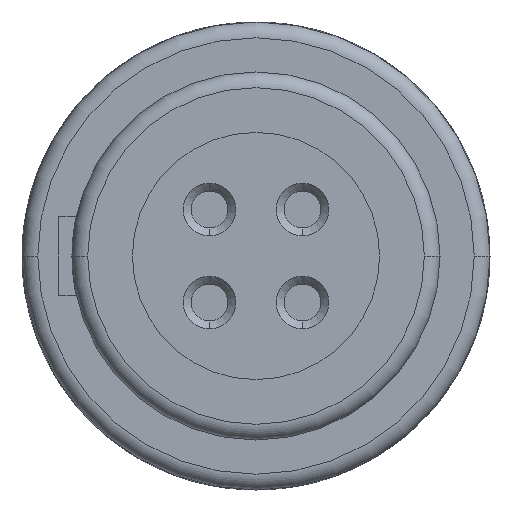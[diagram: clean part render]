
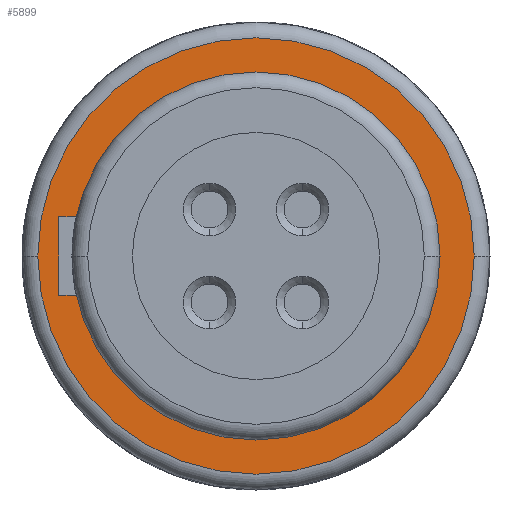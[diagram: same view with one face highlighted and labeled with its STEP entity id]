
A CAD part, left-side view. The second image highlights one B-rep face of the part: STEP entity #5899.
In plain terms, the highlighted planar face has unit normal (-1, 0, 0).
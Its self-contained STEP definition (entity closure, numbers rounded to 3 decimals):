
#2716=CARTESIAN_POINT('',(-1.9,0.,0.));
#2717=DIRECTION('',(-1.,0.,0.));
#2718=DIRECTION('',(0.,1.,0.));
#2719=AXIS2_PLACEMENT_3D('',#2716,#2717,#2718);
#2751=CARTESIAN_POINT('',(-1.9,0.,0.));
#2752=DIRECTION('',(1.,0.,0.));
#2753=DIRECTION('',(0.,1.,0.));
#2754=AXIS2_PLACEMENT_3D('',#2751,#2752,#2753);
#2786=CARTESIAN_POINT('',(-1.9,0.,0.));
#2787=DIRECTION('',(-1.,0.,0.));
#2788=DIRECTION('',(0.,-1.,0.));
#2789=AXIS2_PLACEMENT_3D('',#2786,#2787,#2788);
#2791=CARTESIAN_POINT('',(-1.9,0.,0.));
#2792=DIRECTION('',(-1.,0.,0.));
#2793=DIRECTION('',(0.,1.,0.));
#2794=AXIS2_PLACEMENT_3D('',#2791,#2792,#2793);
#3539=CARTESIAN_POINT('',(-1.9,3.5,0.));
#3540=CARTESIAN_POINT('',(-1.9,-3.5,0.));
#3541=VERTEX_POINT('',#3539);
#3542=VERTEX_POINT('',#3540);
#3563=CARTESIAN_POINT('',(-1.9,-4.15,0.));
#3564=CARTESIAN_POINT('',(-1.9,4.15,0.));
#3565=VERTEX_POINT('',#3563);
#3566=VERTEX_POINT('',#3564);
#5884=CARTESIAN_POINT('',(-1.9,0.,0.));
#5885=DIRECTION('',(1.,0.,0.));
#5886=DIRECTION('',(0.,-1.,0.));
#5887=AXIS2_PLACEMENT_3D('',#5884,#5885,#5886);
#5888=PLANE('',#5887);
#5890=ORIENTED_EDGE('',*,*,#5889,.F.);
#5892=ORIENTED_EDGE('',*,*,#5891,.F.);
#5893=EDGE_LOOP('',(#5890,#5892));
#5894=FACE_OUTER_BOUND('',#5893,.F.);
#5895=ORIENTED_EDGE('',*,*,#5834,.F.);
#5896=ORIENTED_EDGE('',*,*,#5785,.T.);
#5897=EDGE_LOOP('',(#5895,#5896));
#5898=FACE_BOUND('',#5897,.F.);
#5899=ADVANCED_FACE('',(#5894,#5898),#5888,.F.);
#2720=CIRCLE('',#2719,3.5);
#2755=CIRCLE('',#2754,3.5);
#2790=CIRCLE('',#2789,4.15);
#2795=CIRCLE('',#2794,4.15);
#5785=EDGE_CURVE('',#3541,#3542,#2720,.T.);
#5834=EDGE_CURVE('',#3541,#3542,#2755,.T.);
#5889=EDGE_CURVE('',#3565,#3566,#2790,.T.);
#5891=EDGE_CURVE('',#3566,#3565,#2795,.T.);
